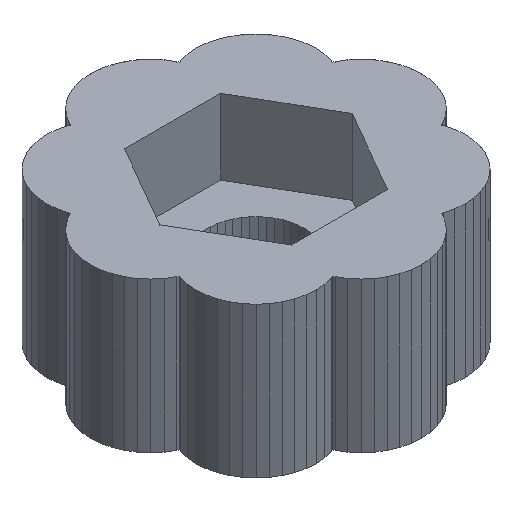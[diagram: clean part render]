
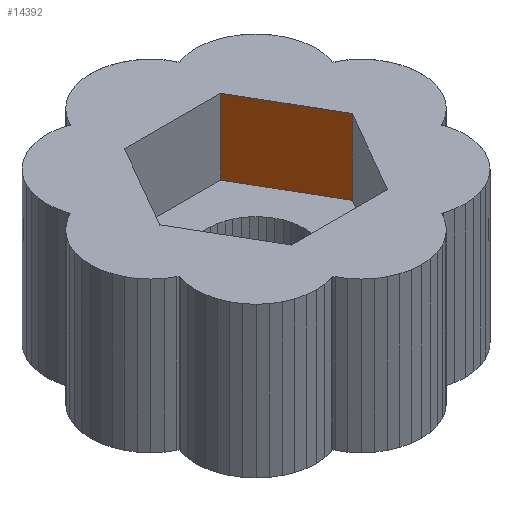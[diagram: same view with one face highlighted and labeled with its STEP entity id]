
A CAD part, isometric view. The second image highlights one B-rep face of the part: STEP entity #14392.
In plain terms, the highlighted planar face has unit normal (-0.866, -0.5, 0).
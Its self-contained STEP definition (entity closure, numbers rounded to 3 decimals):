
#21 = EDGE_CURVE('',#22,#24,#26,.T.);
#22 = VERTEX_POINT('',#23);
#23 = CARTESIAN_POINT('',(3.2,0.,0.));
#24 = VERTEX_POINT('',#25);
#25 = CARTESIAN_POINT('',(3.2,0.,-2.5));
#26 = SURFACE_CURVE('',#27,(#31,#43),.PCURVE_S1.);
#27 = LINE('',#28,#29);
#28 = CARTESIAN_POINT('',(3.2,0.,0.));
#29 = VECTOR('',#30,1.);
#30 = DIRECTION('',(0.,0.,-1.));
#31 = PCURVE('',#32,#37);
#32 = PLANE('',#33);
#33 = AXIS2_PLACEMENT_3D('',#34,#35,#36);
#34 = CARTESIAN_POINT('',(2.4,-1.386,-1.25));
#35 = DIRECTION('',(-0.866,0.5,0.));
#36 = DIRECTION('',(-0.5,-0.866,0.));
#37 = DEFINITIONAL_REPRESENTATION('',(#38),#42);
#38 = LINE('',#39,#40);
#39 = CARTESIAN_POINT('',(-1.6,1.25));
#40 = VECTOR('',#41,1.);
#41 = DIRECTION('',(0.,-1.));
#42 = ( GEOMETRIC_REPRESENTATION_CONTEXT(2) 
PARAMETRIC_REPRESENTATION_CONTEXT() REPRESENTATION_CONTEXT('2D SPACE',''
  ) );
#43 = PCURVE('',#44,#49);
#44 = PLANE('',#45);
#45 = AXIS2_PLACEMENT_3D('',#46,#47,#48);
#46 = CARTESIAN_POINT('',(2.4,1.386,-1.25));
#47 = DIRECTION('',(-0.866,-0.5,0.));
#48 = DIRECTION('',(0.5,-0.866,0.));
#49 = DEFINITIONAL_REPRESENTATION('',(#50),#54);
#50 = LINE('',#51,#52);
#51 = CARTESIAN_POINT('',(1.6,1.25));
#52 = VECTOR('',#53,1.);
#53 = DIRECTION('',(0.,-1.));
#54 = ( GEOMETRIC_REPRESENTATION_CONTEXT(2) 
PARAMETRIC_REPRESENTATION_CONTEXT() REPRESENTATION_CONTEXT('2D SPACE',''
  ) );
#72 = PLANE('',#73);
#73 = AXIS2_PLACEMENT_3D('',#74,#75,#76);
#74 = CARTESIAN_POINT('',(0.,0.,-2.5));
#75 = DIRECTION('',(0.,0.,1.));
#76 = DIRECTION('',(0.,1.,0.));
#126 = PLANE('',#127);
#127 = AXIS2_PLACEMENT_3D('',#128,#129,#130);
#128 = CARTESIAN_POINT('',(0.,0.,
    0.));
#129 = DIRECTION('',(0.,0.,1.));
#130 = DIRECTION('',(0.,1.,0.));
#3807 = VERTEX_POINT('',#3808);
#3808 = CARTESIAN_POINT('',(1.6,2.771,
    0.));
#3822 = PLANE('',#3823);
#3823 = AXIS2_PLACEMENT_3D('',#3824,#3825,#3826);
#3824 = CARTESIAN_POINT('',(0.,2.771,-1.25));
#3825 = DIRECTION('',(-0.,-1.,-0.));
#3826 = DIRECTION('',(0.,0.,-1.));
#3834 = EDGE_CURVE('',#3807,#22,#3835,.T.);
#3835 = SURFACE_CURVE('',#3836,(#3840,#3847),.PCURVE_S1.);
#3836 = LINE('',#3837,#3838);
#3837 = CARTESIAN_POINT('',(1.6,2.771,
    0.));
#3838 = VECTOR('',#3839,1.);
#3839 = DIRECTION('',(0.5,-0.866,0.)
  );
#3840 = PCURVE('',#126,#3841);
#3841 = DEFINITIONAL_REPRESENTATION('',(#3842),#3846);
#3842 = LINE('',#3843,#3844);
#3843 = CARTESIAN_POINT('',(2.771,-1.6));
#3844 = VECTOR('',#3845,1.);
#3845 = DIRECTION('',(-0.866,-0.5));
#3846 = ( GEOMETRIC_REPRESENTATION_CONTEXT(2) 
PARAMETRIC_REPRESENTATION_CONTEXT() REPRESENTATION_CONTEXT('2D SPACE',''
  ) );
#3847 = PCURVE('',#44,#3848);
#3848 = DEFINITIONAL_REPRESENTATION('',(#3849),#3853);
#3849 = LINE('',#3850,#3851);
#3850 = CARTESIAN_POINT('',(-1.6,1.25));
#3851 = VECTOR('',#3852,1.);
#3852 = DIRECTION('',(1.,0.));
#3853 = ( GEOMETRIC_REPRESENTATION_CONTEXT(2) 
PARAMETRIC_REPRESENTATION_CONTEXT() REPRESENTATION_CONTEXT('2D SPACE',''
  ) );
#14217 = EDGE_CURVE('',#24,#14218,#14220,.T.);
#14218 = VERTEX_POINT('',#14219);
#14219 = CARTESIAN_POINT('',(1.6,2.771,-2.5));
#14220 = SURFACE_CURVE('',#14221,(#14225,#14232),.PCURVE_S1.);
#14221 = LINE('',#14222,#14223);
#14222 = CARTESIAN_POINT('',(3.2,0.,-2.5));
#14223 = VECTOR('',#14224,1.);
#14224 = DIRECTION('',(-0.5,0.866,0.));
#14225 = PCURVE('',#72,#14226);
#14226 = DEFINITIONAL_REPRESENTATION('',(#14227),#14231);
#14227 = LINE('',#14228,#14229);
#14228 = CARTESIAN_POINT('',(0.,-3.2));
#14229 = VECTOR('',#14230,1.);
#14230 = DIRECTION('',(0.866,0.5));
#14231 = ( GEOMETRIC_REPRESENTATION_CONTEXT(2) 
PARAMETRIC_REPRESENTATION_CONTEXT() REPRESENTATION_CONTEXT('2D SPACE',''
  ) );
#14232 = PCURVE('',#44,#14233);
#14233 = DEFINITIONAL_REPRESENTATION('',(#14234),#14238);
#14234 = LINE('',#14235,#14236);
#14235 = CARTESIAN_POINT('',(1.6,-1.25));
#14236 = VECTOR('',#14237,1.);
#14237 = DIRECTION('',(-1.,0.));
#14238 = ( GEOMETRIC_REPRESENTATION_CONTEXT(2) 
PARAMETRIC_REPRESENTATION_CONTEXT() REPRESENTATION_CONTEXT('2D SPACE',''
  ) );
#14365 = EDGE_CURVE('',#14218,#3807,#14366,.T.);
#14366 = SURFACE_CURVE('',#14367,(#14371,#14378),.PCURVE_S1.);
#14367 = LINE('',#14368,#14369);
#14368 = CARTESIAN_POINT('',(1.6,2.771,-2.5));
#14369 = VECTOR('',#14370,1.);
#14370 = DIRECTION('',(0.,0.,1.));
#14371 = PCURVE('',#3822,#14372);
#14372 = DEFINITIONAL_REPRESENTATION('',(#14373),#14377);
#14373 = LINE('',#14374,#14375);
#14374 = CARTESIAN_POINT('',(1.25,1.6));
#14375 = VECTOR('',#14376,1.);
#14376 = DIRECTION('',(-1.,0.));
#14377 = ( GEOMETRIC_REPRESENTATION_CONTEXT(2) 
PARAMETRIC_REPRESENTATION_CONTEXT() REPRESENTATION_CONTEXT('2D SPACE',''
  ) );
#14378 = PCURVE('',#44,#14379);
#14379 = DEFINITIONAL_REPRESENTATION('',(#14380),#14384);
#14380 = LINE('',#14381,#14382);
#14381 = CARTESIAN_POINT('',(-1.6,-1.25));
#14382 = VECTOR('',#14383,1.);
#14383 = DIRECTION('',(0.,1.));
#14384 = ( GEOMETRIC_REPRESENTATION_CONTEXT(2) 
PARAMETRIC_REPRESENTATION_CONTEXT() REPRESENTATION_CONTEXT('2D SPACE',''
  ) );
#14392 = ADVANCED_FACE('',(#14393),#44,.T.);
#14393 = FACE_BOUND('',#14394,.T.);
#14394 = EDGE_LOOP('',(#14395,#14396,#14397,#14398));
#14395 = ORIENTED_EDGE('',*,*,#3834,.F.);
#14396 = ORIENTED_EDGE('',*,*,#14365,.F.);
#14397 = ORIENTED_EDGE('',*,*,#14217,.F.);
#14398 = ORIENTED_EDGE('',*,*,#21,.F.);
